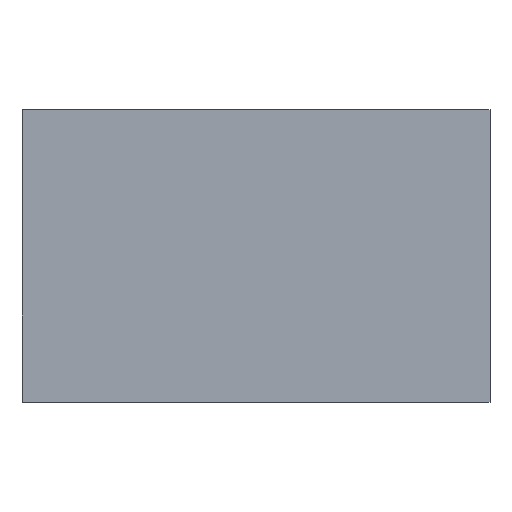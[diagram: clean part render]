
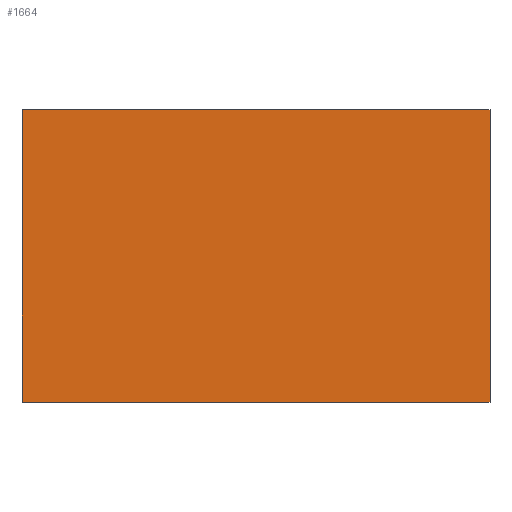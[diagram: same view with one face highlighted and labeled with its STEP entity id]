
A CAD part, top view. The second image highlights one B-rep face of the part: STEP entity #1664.
In plain terms, the highlighted planar face has unit normal (0, 0, 1).
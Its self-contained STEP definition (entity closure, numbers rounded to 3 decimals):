
#159=FACE_OUTER_BOUND('',#246,.T.);
#246=EDGE_LOOP('',(#1461,#1462,#1463,#1464));
#386=LINE('',#3240,#530);
#388=LINE('',#3244,#532);
#391=LINE('',#3249,#535);
#394=LINE('',#3253,#538);
#530=VECTOR('',#1921,10.);
#532=VECTOR('',#1925,10.);
#535=VECTOR('',#1930,10.);
#538=VECTOR('',#1935,10.);
#801=VERTEX_POINT('',#3237);
#802=VERTEX_POINT('',#3239);
#803=VERTEX_POINT('',#3243);
#804=VERTEX_POINT('',#3248);
#1042=EDGE_CURVE('',#801,#802,#386,.T.);
#1044=EDGE_CURVE('',#802,#803,#388,.T.);
#1047=EDGE_CURVE('',#803,#804,#391,.T.);
#1050=EDGE_CURVE('',#804,#801,#394,.T.);
#1461=ORIENTED_EDGE('',*,*,#1042,.F.);
#1462=ORIENTED_EDGE('',*,*,#1050,.F.);
#1463=ORIENTED_EDGE('',*,*,#1047,.F.);
#1464=ORIENTED_EDGE('',*,*,#1044,.F.);
#1577=PLANE('',#1720);
#1664=ADVANCED_FACE('',(#159),#1577,.T.);
#1720=AXIS2_PLACEMENT_3D('',#3254,#1936,#1937);
#1921=DIRECTION('',(0.,-1.,0.));
#1925=DIRECTION('',(-1.,0.,0.));
#1930=DIRECTION('',(0.,1.,0.));
#1935=DIRECTION('',(1.,0.,0.));
#1936=DIRECTION('center_axis',(0.,0.,1.));
#1937=DIRECTION('ref_axis',(1.,0.,0.));
#3237=CARTESIAN_POINT('',(1.,0.625,0.5));
#3239=CARTESIAN_POINT('',(1.,-0.625,0.5));
#3240=CARTESIAN_POINT('',(1.,0.625,0.5));
#3243=CARTESIAN_POINT('',(-1.,-0.625,0.5));
#3244=CARTESIAN_POINT('',(1.,-0.625,0.5));
#3248=CARTESIAN_POINT('',(-1.,0.625,0.5));
#3249=CARTESIAN_POINT('',(-1.,-0.625,0.5));
#3253=CARTESIAN_POINT('',(-1.,0.625,0.5));
#3254=CARTESIAN_POINT('Origin',(0.,0.,0.5));
